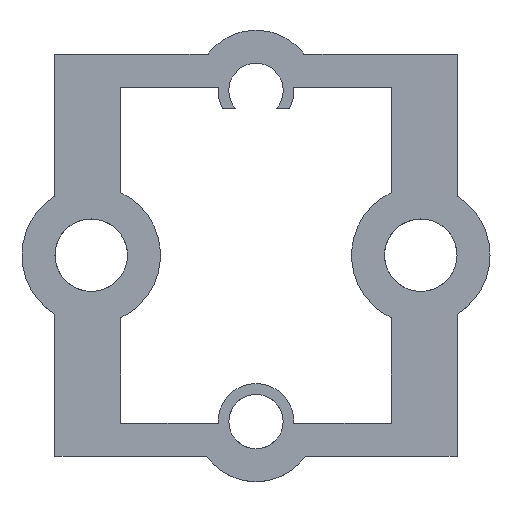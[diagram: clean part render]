
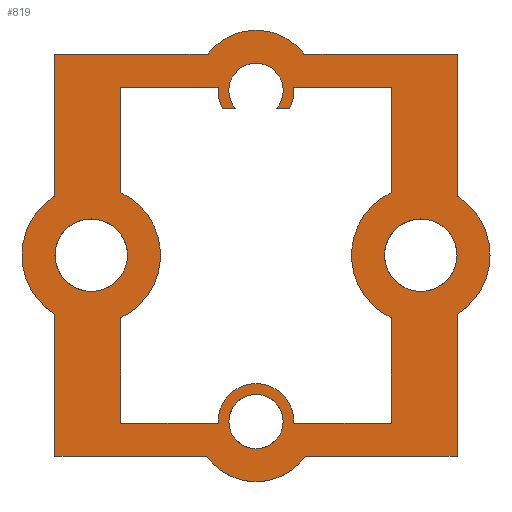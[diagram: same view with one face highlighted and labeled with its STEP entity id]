
A CAD part, top view. The second image highlights one B-rep face of the part: STEP entity #819.
In plain terms, the highlighted planar face has unit normal (0, 0, 1).
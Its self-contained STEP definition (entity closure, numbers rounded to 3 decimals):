
#15=FACE_BOUND('',#83,.T.);
#16=FACE_BOUND('',#84,.T.);
#17=FACE_BOUND('',#85,.T.);
#18=FACE_BOUND('',#86,.T.);
#42=FACE_OUTER_BOUND('',#82,.T.);
#82=EDGE_LOOP('',(#579,#580,#581,#582,#583,#584,#585,#586,#587,#588,#589,
#590));
#83=EDGE_LOOP('',(#591));
#84=EDGE_LOOP('',(#592));
#85=EDGE_LOOP('',(#593,#594,#595,#596,#597,#598,#599,#600,#601,#602,#603,
#604,#605,#606,#607,#608));
#86=EDGE_LOOP('',(#609));
#124=CIRCLE('',#873,4.2);
#125=CIRCLE('',#876,2.3);
#127=CIRCLE('',#880,4.2);
#128=CIRCLE('',#884,4.2);
#129=CIRCLE('',#885,3.65);
#130=CIRCLE('',#886,4.2);
#131=CIRCLE('',#887,3.65);
#132=CIRCLE('',#888,2.2);
#133=CIRCLE('',#889,2.2);
#134=CIRCLE('',#890,2.3);
#135=CIRCLE('',#891,1.65);
#136=CIRCLE('',#892,2.3);
#137=CIRCLE('',#893,1.65);
#160=LINE('',#1212,#251);
#166=LINE('',#1227,#257);
#170=LINE('',#1239,#261);
#173=LINE('',#1244,#264);
#174=LINE('',#1250,#265);
#175=LINE('',#1252,#266);
#176=LINE('',#1256,#267);
#177=LINE('',#1258,#268);
#178=LINE('',#1262,#269);
#179=LINE('',#1264,#270);
#180=LINE('',#1268,#271);
#181=LINE('',#1269,#272);
#182=LINE('',#1275,#273);
#183=LINE('',#1279,#274);
#184=LINE('',#1283,#275);
#185=LINE('',#1286,#276);
#186=LINE('',#1287,#277);
#187=LINE('',#1288,#278);
#251=VECTOR('',#970,10.);
#257=VECTOR('',#982,10.);
#261=VECTOR('',#994,10.);
#264=VECTOR('',#999,10.);
#265=VECTOR('',#1004,10.);
#266=VECTOR('',#1005,10.);
#267=VECTOR('',#1008,10.);
#268=VECTOR('',#1009,10.);
#269=VECTOR('',#1012,10.);
#270=VECTOR('',#1013,10.);
#271=VECTOR('',#1016,10.);
#272=VECTOR('',#1017,10.);
#273=VECTOR('',#1022,10.);
#274=VECTOR('',#1025,10.);
#275=VECTOR('',#1028,10.);
#276=VECTOR('',#1031,10.);
#277=VECTOR('',#1032,10.);
#278=VECTOR('',#1033,10.);
#346=VERTEX_POINT('',#1205);
#347=VERTEX_POINT('',#1207);
#348=VERTEX_POINT('',#1211);
#349=VERTEX_POINT('',#1215);
#350=VERTEX_POINT('',#1217);
#353=VERTEX_POINT('',#1224);
#354=VERTEX_POINT('',#1226);
#356=VERTEX_POINT('',#1232);
#358=VERTEX_POINT('',#1238);
#359=VERTEX_POINT('',#1242);
#360=VERTEX_POINT('',#1246);
#361=VERTEX_POINT('',#1247);
#362=VERTEX_POINT('',#1249);
#363=VERTEX_POINT('',#1251);
#364=VERTEX_POINT('',#1253);
#365=VERTEX_POINT('',#1255);
#366=VERTEX_POINT('',#1257);
#367=VERTEX_POINT('',#1259);
#368=VERTEX_POINT('',#1261);
#369=VERTEX_POINT('',#1263);
#370=VERTEX_POINT('',#1265);
#371=VERTEX_POINT('',#1267);
#372=VERTEX_POINT('',#1270);
#373=VERTEX_POINT('',#1272);
#374=VERTEX_POINT('',#1274);
#375=VERTEX_POINT('',#1276);
#376=VERTEX_POINT('',#1278);
#377=VERTEX_POINT('',#1280);
#378=VERTEX_POINT('',#1282);
#379=VERTEX_POINT('',#1284);
#380=VERTEX_POINT('',#1289);
#429=EDGE_CURVE('',#347,#346,#124,.T.);
#431=EDGE_CURVE('',#348,#347,#160,.T.);
#434=EDGE_CURVE('',#350,#349,#125,.T.);
#438=EDGE_CURVE('',#354,#353,#166,.T.);
#441=EDGE_CURVE('',#356,#354,#127,.T.);
#444=EDGE_CURVE('',#358,#356,#170,.T.);
#447=EDGE_CURVE('',#346,#359,#173,.T.);
#448=EDGE_CURVE('',#360,#361,#128,.T.);
#449=EDGE_CURVE('',#361,#362,#174,.T.);
#450=EDGE_CURVE('',#362,#363,#175,.T.);
#451=EDGE_CURVE('',#363,#364,#129,.T.);
#452=EDGE_CURVE('',#364,#365,#176,.T.);
#453=EDGE_CURVE('',#365,#366,#177,.T.);
#454=EDGE_CURVE('',#366,#367,#130,.T.);
#455=EDGE_CURVE('',#367,#368,#178,.T.);
#456=EDGE_CURVE('',#368,#369,#179,.T.);
#457=EDGE_CURVE('',#369,#370,#131,.T.);
#458=EDGE_CURVE('',#370,#371,#180,.T.);
#459=EDGE_CURVE('',#371,#360,#181,.T.);
#460=EDGE_CURVE('',#372,#372,#132,.T.);
#461=EDGE_CURVE('',#373,#373,#133,.T.);
#462=EDGE_CURVE('',#359,#374,#182,.T.);
#463=EDGE_CURVE('',#374,#375,#134,.T.);
#464=EDGE_CURVE('',#375,#376,#183,.T.);
#465=EDGE_CURVE('',#376,#377,#135,.T.);
#466=EDGE_CURVE('',#377,#378,#184,.T.);
#467=EDGE_CURVE('',#378,#379,#136,.T.);
#468=EDGE_CURVE('',#379,#358,#185,.T.);
#469=EDGE_CURVE('',#353,#350,#186,.T.);
#470=EDGE_CURVE('',#349,#348,#187,.T.);
#471=EDGE_CURVE('',#380,#380,#137,.T.);
#579=ORIENTED_EDGE('',*,*,#448,.T.);
#580=ORIENTED_EDGE('',*,*,#449,.T.);
#581=ORIENTED_EDGE('',*,*,#450,.T.);
#582=ORIENTED_EDGE('',*,*,#451,.T.);
#583=ORIENTED_EDGE('',*,*,#452,.T.);
#584=ORIENTED_EDGE('',*,*,#453,.T.);
#585=ORIENTED_EDGE('',*,*,#454,.T.);
#586=ORIENTED_EDGE('',*,*,#455,.T.);
#587=ORIENTED_EDGE('',*,*,#456,.T.);
#588=ORIENTED_EDGE('',*,*,#457,.T.);
#589=ORIENTED_EDGE('',*,*,#458,.T.);
#590=ORIENTED_EDGE('',*,*,#459,.T.);
#591=ORIENTED_EDGE('',*,*,#460,.T.);
#592=ORIENTED_EDGE('',*,*,#461,.T.);
#593=ORIENTED_EDGE('',*,*,#447,.T.);
#594=ORIENTED_EDGE('',*,*,#462,.T.);
#595=ORIENTED_EDGE('',*,*,#463,.T.);
#596=ORIENTED_EDGE('',*,*,#464,.T.);
#597=ORIENTED_EDGE('',*,*,#465,.T.);
#598=ORIENTED_EDGE('',*,*,#466,.T.);
#599=ORIENTED_EDGE('',*,*,#467,.T.);
#600=ORIENTED_EDGE('',*,*,#468,.T.);
#601=ORIENTED_EDGE('',*,*,#444,.T.);
#602=ORIENTED_EDGE('',*,*,#441,.T.);
#603=ORIENTED_EDGE('',*,*,#438,.T.);
#604=ORIENTED_EDGE('',*,*,#469,.T.);
#605=ORIENTED_EDGE('',*,*,#434,.T.);
#606=ORIENTED_EDGE('',*,*,#470,.T.);
#607=ORIENTED_EDGE('',*,*,#431,.T.);
#608=ORIENTED_EDGE('',*,*,#429,.T.);
#609=ORIENTED_EDGE('',*,*,#471,.T.);
#789=PLANE('',#883);
#819=ADVANCED_FACE('',(#42,#15,#16,#17,#18),#789,.T.);
#873=AXIS2_PLACEMENT_3D('',#1208,#965,#966);
#876=AXIS2_PLACEMENT_3D('',#1218,#975,#976);
#880=AXIS2_PLACEMENT_3D('',#1233,#988,#989);
#883=AXIS2_PLACEMENT_3D('',#1245,#1000,#1001);
#884=AXIS2_PLACEMENT_3D('',#1248,#1002,#1003);
#885=AXIS2_PLACEMENT_3D('',#1254,#1006,#1007);
#886=AXIS2_PLACEMENT_3D('',#1260,#1010,#1011);
#887=AXIS2_PLACEMENT_3D('',#1266,#1014,#1015);
#888=AXIS2_PLACEMENT_3D('',#1271,#1018,#1019);
#889=AXIS2_PLACEMENT_3D('',#1273,#1020,#1021);
#890=AXIS2_PLACEMENT_3D('',#1277,#1023,#1024);
#891=AXIS2_PLACEMENT_3D('',#1281,#1026,#1027);
#892=AXIS2_PLACEMENT_3D('',#1285,#1029,#1030);
#893=AXIS2_PLACEMENT_3D('',#1290,#1034,#1035);
#965=DIRECTION('center_axis',(0.,0.,1.));
#966=DIRECTION('ref_axis',(-1.,0.,0.));
#970=DIRECTION('',(0.,1.,0.));
#975=DIRECTION('center_axis',(0.,0.,1.));
#976=DIRECTION('ref_axis',(-1.,0.,0.));
#982=DIRECTION('',(0.,-1.,0.));
#988=DIRECTION('center_axis',(0.,0.,1.));
#989=DIRECTION('ref_axis',(-1.,0.,0.));
#994=DIRECTION('',(0.,-1.,0.));
#999=DIRECTION('',(0.,1.,0.));
#1000=DIRECTION('center_axis',(0.,0.,1.));
#1001=DIRECTION('ref_axis',(-1.,0.,0.));
#1002=DIRECTION('center_axis',(0.,0.,1.));
#1003=DIRECTION('ref_axis',(-1.,0.,0.));
#1004=DIRECTION('',(0.,-1.,0.));
#1005=DIRECTION('',(1.,0.,0.));
#1006=DIRECTION('center_axis',(0.,0.,1.));
#1007=DIRECTION('ref_axis',(-1.,0.,0.));
#1008=DIRECTION('',(1.,0.,0.));
#1009=DIRECTION('',(0.,1.,0.));
#1010=DIRECTION('center_axis',(0.,0.,1.));
#1011=DIRECTION('ref_axis',(-1.,0.,0.));
#1012=DIRECTION('',(0.,1.,0.));
#1013=DIRECTION('',(-1.,0.,0.));
#1014=DIRECTION('center_axis',(0.,0.,1.));
#1015=DIRECTION('ref_axis',(-1.,0.,0.));
#1016=DIRECTION('',(-1.,0.,0.));
#1017=DIRECTION('',(0.,-1.,0.));
#1018=DIRECTION('center_axis',(0.,0.,-1.));
#1019=DIRECTION('ref_axis',(-1.,0.,0.));
#1020=DIRECTION('center_axis',(0.,0.,-1.));
#1021=DIRECTION('ref_axis',(-1.,0.,0.));
#1022=DIRECTION('',(1.,0.,0.));
#1023=DIRECTION('center_axis',(0.,0.,1.));
#1024=DIRECTION('ref_axis',(-1.,0.,0.));
#1025=DIRECTION('',(1.,0.,0.));
#1026=DIRECTION('center_axis',(0.,0.,-1.));
#1027=DIRECTION('ref_axis',(-1.,0.,0.));
#1028=DIRECTION('',(1.,0.,0.));
#1029=DIRECTION('center_axis',(0.,0.,1.));
#1030=DIRECTION('ref_axis',(-1.,0.,0.));
#1031=DIRECTION('',(1.,0.,0.));
#1032=DIRECTION('',(-1.,0.,0.));
#1033=DIRECTION('',(-1.,0.,0.));
#1034=DIRECTION('center_axis',(0.,0.,-1.));
#1035=DIRECTION('ref_axis',(-1.,0.,0.));
#1205=CARTESIAN_POINT('',(48.3,-6.108,-18.5));
#1207=CARTESIAN_POINT('',(48.3,-13.698,-18.5));
#1208=CARTESIAN_POINT('Origin',(46.5,-9.903,-18.5));
#1211=CARTESIAN_POINT('',(48.3,-20.103,-18.5));
#1212=CARTESIAN_POINT('',(48.3,0.297,-18.5));
#1215=CARTESIAN_POINT('',(54.202,-20.103,-18.5));
#1217=CARTESIAN_POINT('',(58.798,-20.103,-18.5));
#1218=CARTESIAN_POINT('Origin',(56.5,-20.,-18.5));
#1224=CARTESIAN_POINT('',(64.7,-20.103,-18.5));
#1226=CARTESIAN_POINT('',(64.7,-13.698,-18.5));
#1227=CARTESIAN_POINT('',(64.7,-20.103,-18.5));
#1232=CARTESIAN_POINT('',(64.7,-6.108,-18.5));
#1233=CARTESIAN_POINT('Origin',(66.5,-9.903,-18.5));
#1238=CARTESIAN_POINT('',(64.7,0.297,-18.5));
#1239=CARTESIAN_POINT('',(64.7,-20.103,-18.5));
#1242=CARTESIAN_POINT('',(48.3,0.297,-18.5));
#1244=CARTESIAN_POINT('',(48.3,0.297,-18.5));
#1245=CARTESIAN_POINT('Origin',(56.5,-9.952,-18.5));
#1246=CARTESIAN_POINT('',(44.3,-6.326,-18.5));
#1247=CARTESIAN_POINT('',(44.3,-13.481,-18.5));
#1248=CARTESIAN_POINT('Origin',(46.5,-9.903,-18.5));
#1249=CARTESIAN_POINT('',(44.3,-22.103,-18.5));
#1250=CARTESIAN_POINT('',(44.3,-22.103,-18.5));
#1251=CARTESIAN_POINT('',(53.517,-22.103,-18.5));
#1252=CARTESIAN_POINT('',(68.7,-22.103,-18.5));
#1253=CARTESIAN_POINT('',(59.483,-22.103,-18.5));
#1254=CARTESIAN_POINT('Origin',(56.5,-20.,-18.5));
#1255=CARTESIAN_POINT('',(68.7,-22.103,-18.5));
#1256=CARTESIAN_POINT('',(68.7,-22.103,-18.5));
#1257=CARTESIAN_POINT('',(68.7,-13.481,-18.5));
#1258=CARTESIAN_POINT('',(68.7,2.297,-18.5));
#1259=CARTESIAN_POINT('',(68.7,-6.326,-18.5));
#1260=CARTESIAN_POINT('Origin',(66.5,-9.903,-18.5));
#1261=CARTESIAN_POINT('',(68.7,2.297,-18.5));
#1262=CARTESIAN_POINT('',(68.7,2.297,-18.5));
#1263=CARTESIAN_POINT('',(59.412,2.297,-18.5));
#1264=CARTESIAN_POINT('',(44.3,2.297,-18.5));
#1265=CARTESIAN_POINT('',(53.588,2.297,-18.5));
#1266=CARTESIAN_POINT('Origin',(56.5,0.097,-18.5));
#1267=CARTESIAN_POINT('',(44.3,2.297,-18.5));
#1268=CARTESIAN_POINT('',(44.3,2.297,-18.5));
#1269=CARTESIAN_POINT('',(44.3,-22.103,-18.5));
#1270=CARTESIAN_POINT('',(48.7,-9.903,-18.5));
#1271=CARTESIAN_POINT('Origin',(46.5,-9.903,-18.5));
#1272=CARTESIAN_POINT('',(68.7,-9.903,-18.5));
#1273=CARTESIAN_POINT('Origin',(66.5,-9.903,-18.5));
#1274=CARTESIAN_POINT('',(54.209,0.297,-18.5));
#1275=CARTESIAN_POINT('',(46.3,0.297,-18.5));
#1276=CARTESIAN_POINT('',(54.48,-1.003,-18.5));
#1277=CARTESIAN_POINT('Origin',(56.5,0.097,-18.5));
#1278=CARTESIAN_POINT('',(55.27,-1.003,-18.5));
#1279=CARTESIAN_POINT('',(54.48,-1.003,-18.5));
#1280=CARTESIAN_POINT('',(57.73,-1.003,-18.5));
#1281=CARTESIAN_POINT('Origin',(56.5,0.097,-18.5));
#1282=CARTESIAN_POINT('',(58.52,-1.003,-18.5));
#1283=CARTESIAN_POINT('',(54.48,-1.003,-18.5));
#1284=CARTESIAN_POINT('',(58.791,0.297,-18.5));
#1285=CARTESIAN_POINT('Origin',(56.5,0.097,-18.5));
#1286=CARTESIAN_POINT('',(46.3,0.297,-18.5));
#1287=CARTESIAN_POINT('',(66.7,-20.103,-18.5));
#1288=CARTESIAN_POINT('',(66.7,-20.103,-18.5));
#1289=CARTESIAN_POINT('',(58.15,-20.,-18.5));
#1290=CARTESIAN_POINT('Origin',(56.5,-20.,-18.5));
